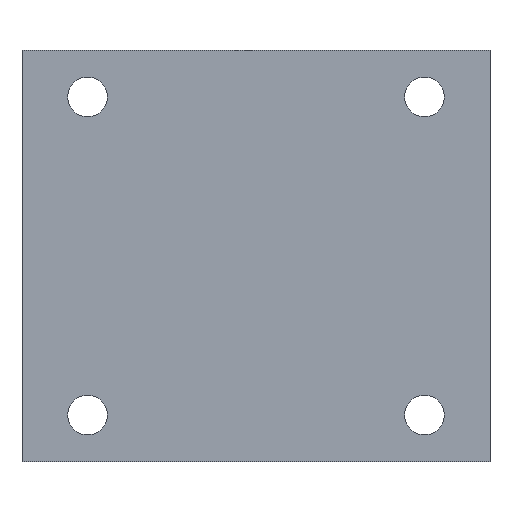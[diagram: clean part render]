
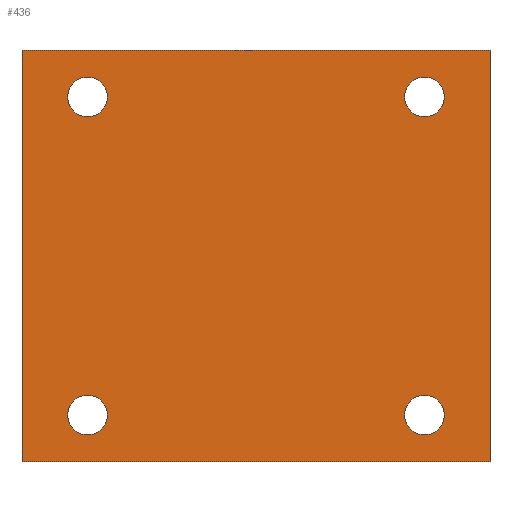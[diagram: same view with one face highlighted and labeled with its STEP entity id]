
A CAD part, front view. The second image highlights one B-rep face of the part: STEP entity #436.
In plain terms, the highlighted planar face has unit normal (0, -1, 0).
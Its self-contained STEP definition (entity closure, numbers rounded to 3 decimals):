
#22=FACE_BOUND('',#91,.T.);
#23=FACE_BOUND('',#92,.T.);
#24=FACE_BOUND('',#93,.T.);
#25=FACE_BOUND('',#94,.T.);
#41=PLANE('',#484);
#62=FACE_OUTER_BOUND('',#90,.T.);
#90=EDGE_LOOP('',(#379,#380,#381,#382));
#91=EDGE_LOOP('',(#383));
#92=EDGE_LOOP('',(#384));
#93=EDGE_LOOP('',(#385));
#94=EDGE_LOOP('',(#386));
#107=LINE('',#641,#150);
#120=LINE('',#671,#163);
#142=LINE('',#714,#185);
#143=LINE('',#716,#186);
#150=VECTOR('',#526,10.);
#163=VECTOR('',#547,10.);
#185=VECTOR('',#589,10.);
#186=VECTOR('',#592,10.);
#189=CIRCLE('',#458,2.117);
#191=CIRCLE('',#461,2.117);
#193=CIRCLE('',#464,2.117);
#195=CIRCLE('',#467,2.117);
#203=VERTEX_POINT('',#615);
#205=VERTEX_POINT('',#621);
#207=VERTEX_POINT('',#627);
#209=VERTEX_POINT('',#633);
#211=VERTEX_POINT('',#639);
#212=VERTEX_POINT('',#640);
#225=VERTEX_POINT('',#670);
#236=VERTEX_POINT('',#712);
#241=EDGE_CURVE('',#203,#203,#189,.T.);
#244=EDGE_CURVE('',#205,#205,#191,.T.);
#247=EDGE_CURVE('',#207,#207,#193,.T.);
#250=EDGE_CURVE('',#209,#209,#195,.T.);
#253=EDGE_CURVE('',#211,#212,#107,.T.);
#268=EDGE_CURVE('',#212,#225,#120,.T.);
#290=EDGE_CURVE('',#211,#236,#142,.T.);
#291=EDGE_CURVE('',#225,#236,#143,.T.);
#379=ORIENTED_EDGE('',*,*,#290,.T.);
#380=ORIENTED_EDGE('',*,*,#291,.F.);
#381=ORIENTED_EDGE('',*,*,#268,.F.);
#382=ORIENTED_EDGE('',*,*,#253,.F.);
#383=ORIENTED_EDGE('',*,*,#241,.T.);
#384=ORIENTED_EDGE('',*,*,#244,.T.);
#385=ORIENTED_EDGE('',*,*,#247,.T.);
#386=ORIENTED_EDGE('',*,*,#250,.T.);
#436=ADVANCED_FACE('',(#62,#22,#23,#24,#25),#41,.T.);
#458=AXIS2_PLACEMENT_3D('',#616,#498,#499);
#461=AXIS2_PLACEMENT_3D('',#622,#505,#506);
#464=AXIS2_PLACEMENT_3D('',#628,#512,#513);
#467=AXIS2_PLACEMENT_3D('',#634,#519,#520);
#484=AXIS2_PLACEMENT_3D('',#715,#590,#591);
#498=DIRECTION('center_axis',(0.,1.,0.));
#499=DIRECTION('ref_axis',(0.,0.,-1.));
#505=DIRECTION('center_axis',(0.,1.,0.));
#506=DIRECTION('ref_axis',(0.,0.,-1.));
#512=DIRECTION('center_axis',(0.,1.,0.));
#513=DIRECTION('ref_axis',(0.,0.,-1.));
#519=DIRECTION('center_axis',(0.,1.,0.));
#520=DIRECTION('ref_axis',(0.,0.,-1.));
#526=DIRECTION('',(-1.,0.,0.));
#547=DIRECTION('',(0.,0.,1.));
#589=DIRECTION('',(0.,0.,1.));
#590=DIRECTION('center_axis',(0.,-1.,0.));
#591=DIRECTION('ref_axis',(1.,0.,0.));
#592=DIRECTION('',(1.,0.,0.));
#615=CARTESIAN_POINT('',(18.,0.,-14.883));
#616=CARTESIAN_POINT('Origin',(18.,0.,-17.));
#621=CARTESIAN_POINT('',(-18.,0.,19.117));
#622=CARTESIAN_POINT('Origin',(-18.,0.,17.));
#627=CARTESIAN_POINT('',(18.,0.,19.117));
#628=CARTESIAN_POINT('Origin',(18.,0.,17.));
#633=CARTESIAN_POINT('',(-18.,0.,-14.883));
#634=CARTESIAN_POINT('Origin',(-18.,0.,-17.));
#639=CARTESIAN_POINT('',(25.,0.,-22.));
#640=CARTESIAN_POINT('',(-25.,0.,-22.));
#641=CARTESIAN_POINT('',(0.,0.,-22.));
#670=CARTESIAN_POINT('',(-25.,0.,22.));
#671=CARTESIAN_POINT('',(-25.,0.,0.));
#712=CARTESIAN_POINT('',(25.,0.,22.));
#714=CARTESIAN_POINT('',(25.,0.,0.));
#715=CARTESIAN_POINT('Origin',(-25.,0.,
0.));
#716=CARTESIAN_POINT('',(0.,0.,22.));
